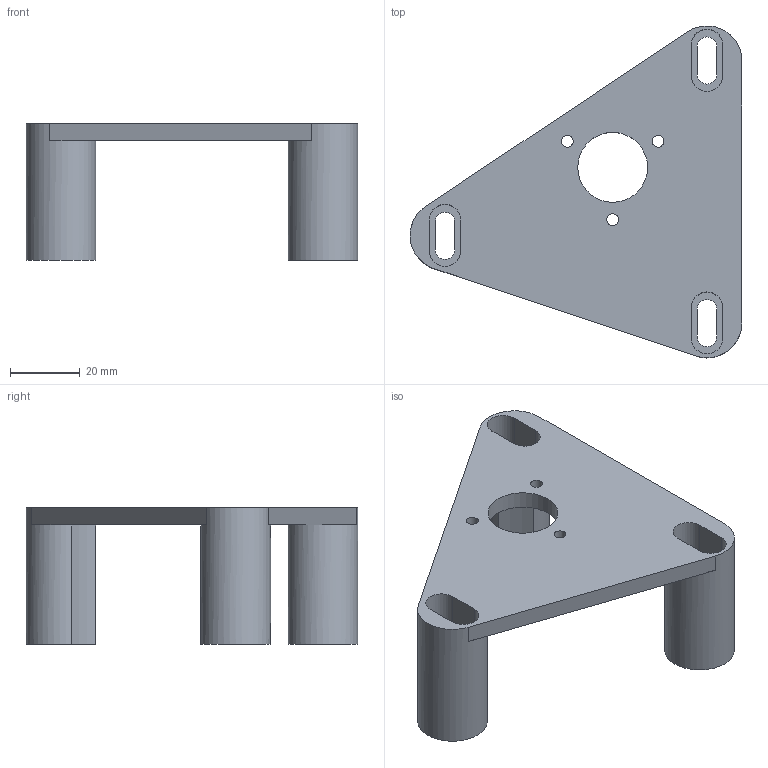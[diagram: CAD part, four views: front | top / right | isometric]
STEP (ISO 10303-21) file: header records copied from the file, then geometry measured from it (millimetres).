
FILE_DESCRIPTION(('FreeCAD Model'),'2;1');
FILE_NAME('Open CASCADE Shape Model','2023-09-24T10:08:30',(''),(''), 'Open CASCADE STEP processor 7.6','FreeCAD','Unknown');
FILE_SCHEMA(('AUTOMOTIVE_DESIGN { 1 0 10303 214 1 1 1 1 }'));
Length unit declared in the file: millimetre
Products named in the file (1): EncoderMount
Bounding box: 95 x 95 x 39.2 mm (x, y, z)
Volume: 42122 mm3; surface area: 23696.2 mm2
Topology: 1 solids, 1 shells, 46 faces, 119 edges, 78 vertices
Faces by surface type: plane 23, cylinder 20, cone 3
Full cylindrical faces by diameter (mm): 3.4 x3, 20 x3
Entity records: 3025 total; most frequent: CARTESIAN_POINT 502, DIRECTION 494, LINE 262, VECTOR 262, ORIENTED_EDGE 238, PCURVE 238, DEFINITIONAL_REPRESENTATION 238, EDGE_CURVE 119
